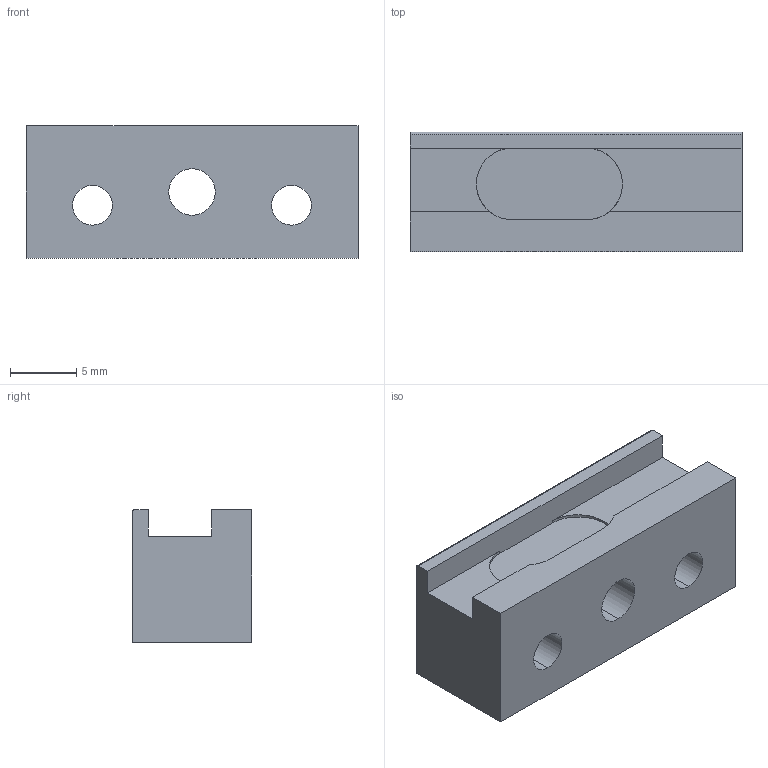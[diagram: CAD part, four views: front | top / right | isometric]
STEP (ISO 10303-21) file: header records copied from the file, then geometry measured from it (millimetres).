
FILE_DESCRIPTION (( 'STEP AP214' ), '1' );
FILE_NAME ('Guide RR.STEP', '2025-07-06T08:34:26', ( '' ), ( '' ), 'SwSTEP 2.0', 'SolidWorks 2025', '' );
FILE_SCHEMA (( 'AUTOMOTIVE_DESIGN' ));
Length unit declared in the file: millimetre
Products named in the file (1): Guide RR
Bounding box: 25 x 9 x 10 mm (x, y, z)
Volume: 1775.8 mm3; surface area: 1435.9 mm2
Topology: 1 solids, 1 shells, 24 faces, 66 edges, 44 vertices
Faces by surface type: plane 14, cylinder 10
Entity records: 818 total; most frequent: DIRECTION 138, CARTESIAN_POINT 135, ORIENTED_EDGE 132, EDGE_CURVE 66, AXIS2_PLACEMENT_3D 47, LINE 44, VERTEX_POINT 44, VECTOR 44
